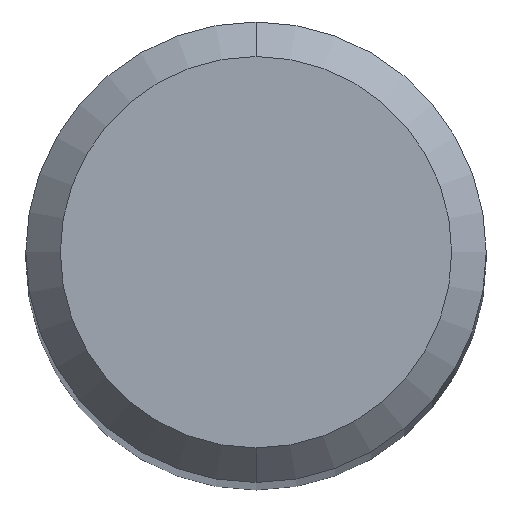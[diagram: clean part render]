
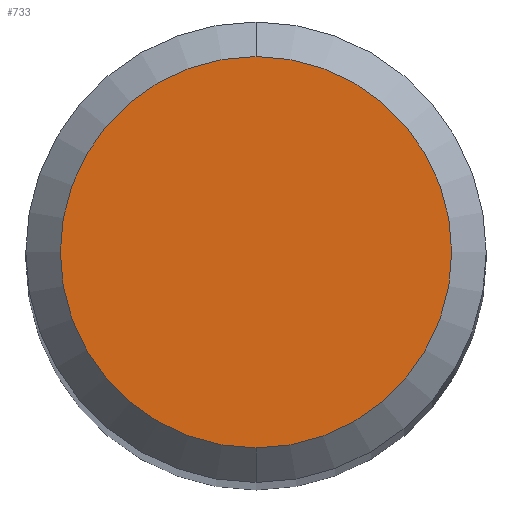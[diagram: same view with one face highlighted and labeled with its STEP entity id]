
A CAD part, top view. The second image highlights one B-rep face of the part: STEP entity #733.
In plain terms, the highlighted planar face has unit normal (0, 0, 1).
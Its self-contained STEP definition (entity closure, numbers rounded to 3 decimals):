
#515=VERTEX_POINT('',#1352);
#575=EDGE_CURVE('',#515,#905,#1417,.T.);
#733=ADVANCED_FACE('',(#1583),#1584,.T.);
#759=EDGE_CURVE('',#905,#515,#1614,.T.);
#905=VERTEX_POINT('',#1772);
#1352=CARTESIAN_POINT('',(0.0,1.7,0.0));
#1417=CIRCLE('',#2852,1.7);
#1583=FACE_OUTER_BOUND('',#3593,.T.);
#1584=PLANE('',#3594);
#1614=CIRCLE('',#3798,1.7);
#1772=CARTESIAN_POINT('',(0.,-1.7,0.0));
#2852=AXIS2_PLACEMENT_3D('',#5940,#5941,#5942);
#3593=EDGE_LOOP('',(#6061,#6062));
#3594=AXIS2_PLACEMENT_3D('',#6063,#6064,#6065);
#3798=AXIS2_PLACEMENT_3D('',#6114,#6115,#6116);
#5940=CARTESIAN_POINT('',(0.0,0.0,0.0));
#5941=DIRECTION('',(0.0,0.0,-1.0));
#5942=DIRECTION('',(0.0,1.0,0.0));
#6061=ORIENTED_EDGE('',*,*,#575,.F.);
#6062=ORIENTED_EDGE('',*,*,#759,.F.);
#6063=CARTESIAN_POINT('',(0.0,0.85,0.0));
#6064=DIRECTION('',(-0.0,0.0,1.0));
#6065=DIRECTION('',(0.0,-1.0,0.0));
#6114=CARTESIAN_POINT('',(0.0,0.0,0.0));
#6115=DIRECTION('',(0.0,0.0,-1.0));
#6116=DIRECTION('',(0.0,1.0,0.0));
